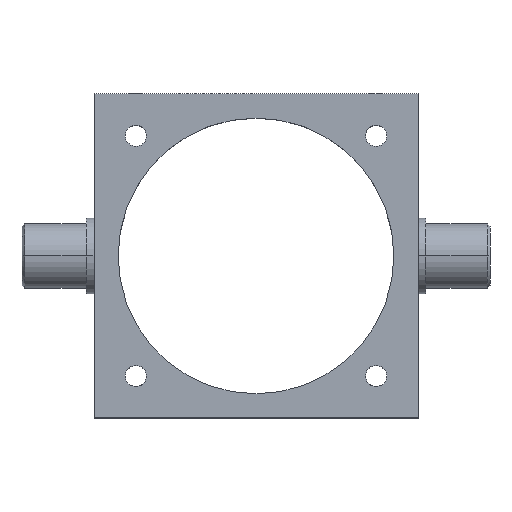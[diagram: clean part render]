
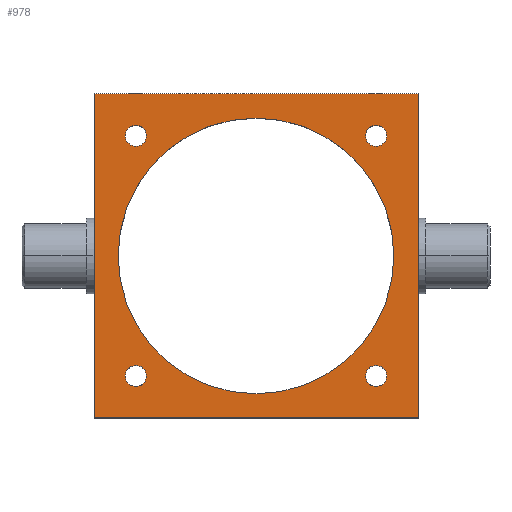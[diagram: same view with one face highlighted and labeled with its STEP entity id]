
A CAD part, top view. The second image highlights one B-rep face of the part: STEP entity #978.
In plain terms, the highlighted planar face has unit normal (0, 0, 1).
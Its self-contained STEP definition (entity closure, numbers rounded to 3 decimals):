
#1 = CARTESIAN_POINT ( 'NONE',  ( -63., 63., 15. ) ) ;
#9 = DIRECTION ( 'NONE',  ( 0., 0., 1. ) ) ;
#17 = CARTESIAN_POINT ( 'NONE',  ( -46.7, 46.7, 15. ) ) ;
#27 = DIRECTION ( 'NONE',  ( 1., 0., 0. ) ) ;
#45 = DIRECTION ( 'NONE',  ( 1., 0., 0. ) ) ;
#55 = CARTESIAN_POINT ( 'NONE',  ( 0., 0., 15. ) ) ;
#60 = DIRECTION ( 'NONE',  ( 0., 0., 1. ) ) ;
#71 = AXIS2_PLACEMENT_3D ( 'NONE', #825, #813, #806 ) ;
#105 = EDGE_CURVE ( 'NONE', #1958, #2028, #1209, .T. ) ;
#107 = EDGE_CURVE ( 'NONE', #1902, #2062, #1219, .T. ) ;
#108 = EDGE_CURVE ( 'NONE', #2081, #1946, #1220, .T. ) ;
#141 = EDGE_CURVE ( 'NONE', #1912, #1922, #1262, .T. ) ;
#159 = EDGE_CURVE ( 'NONE', #2018, #2112, #1278, .T. ) ;
#169 = EDGE_CURVE ( 'NONE', #2062, #1902, #1288, .T. ) ;
#177 = EDGE_CURVE ( 'NONE', #1954, #1936, #1292, .T. ) ;
#184 = EDGE_CURVE ( 'NONE', #2112, #2018, #1307, .T. ) ;
#186 = EDGE_CURVE ( 'NONE', #1843, #1995, #1311, .T. ) ;
#188 = EDGE_CURVE ( 'NONE', #1922, #1912, #1312, .T. ) ;
#189 = EDGE_CURVE ( 'NONE', #1946, #2081, #1313, .T. ) ;
#211 = AXIS2_PLACEMENT_3D ( 'NONE', #955, #972, #950 ) ;
#226 = EDGE_CURVE ( 'NONE', #2028, #1954, #1314, .T. ) ;
#227 = EDGE_CURVE ( 'NONE', #1936, #1958, #1332, .T. ) ;
#235 = AXIS2_PLACEMENT_3D ( 'NONE', #832, #876, #762 ) ;
#236 = EDGE_CURVE ( 'NONE', #1995, #1843, #1340, .T. ) ;
#241 = AXIS2_PLACEMENT_3D ( 'NONE', #553, #557, #632 ) ;
#246 = AXIS2_PLACEMENT_3D ( 'NONE', #1816, #1817, #1686 ) ;
#264 = AXIS2_PLACEMENT_3D ( 'NONE', #55, #60, #45 ) ;
#276 = AXIS2_PLACEMENT_3D ( 'NONE', #960, #967, #952 ) ;
#280 = AXIS2_PLACEMENT_3D ( 'NONE', #1840, #496, #494 ) ;
#294 = AXIS2_PLACEMENT_3D ( 'NONE', #436, #635, #636 ) ;
#321 = AXIS2_PLACEMENT_3D ( 'NONE', #17, #9, #27 ) ;
#328 = AXIS2_PLACEMENT_3D ( 'NONE', #587, #536, #495 ) ;
#364 = CARTESIAN_POINT ( 'NONE',  ( -63., -63., 15. ) ) ;
#436 = CARTESIAN_POINT ( 'NONE',  ( 46.7, -46.7, 15. ) ) ;
#441 = CARTESIAN_POINT ( 'NONE',  ( -50.825, 46.7, 15. ) ) ;
#446 = CARTESIAN_POINT ( 'NONE',  ( -42.575, 46.7, 15. ) ) ;
#458 = CARTESIAN_POINT ( 'NONE',  ( -50.825, -46.7, 15. ) ) ;
#465 = CARTESIAN_POINT ( 'NONE',  ( -53.6, 0., 15. ) ) ;
#479 = CARTESIAN_POINT ( 'NONE',  ( 42.575, 46.7, 15. ) ) ;
#494 = DIRECTION ( 'NONE',  ( 1., 0., 0. ) ) ;
#495 = DIRECTION ( 'NONE',  ( 1., 0., 0. ) ) ;
#496 = DIRECTION ( 'NONE',  ( 0., 0., 1. ) ) ;
#500 = CARTESIAN_POINT ( 'NONE',  ( 63., -63., 15. ) ) ;
#504 = CARTESIAN_POINT ( 'NONE',  ( -63., 63., 15. ) ) ;
#508 = CARTESIAN_POINT ( 'NONE',  ( -42.575, -46.7, 15. ) ) ;
#511 = CARTESIAN_POINT ( 'NONE',  ( -63., -63., 15. ) ) ;
#518 = CARTESIAN_POINT ( 'NONE',  ( 50.825, -46.7, 15. ) ) ;
#520 = CARTESIAN_POINT ( 'NONE',  ( 42.575, -46.7, 15. ) ) ;
#526 = CARTESIAN_POINT ( 'NONE',  ( 53.6, 0., 15. ) ) ;
#533 = CARTESIAN_POINT ( 'NONE',  ( 63., 63., 15. ) ) ;
#536 = DIRECTION ( 'NONE',  ( 0., 0., 1. ) ) ;
#550 = CARTESIAN_POINT ( 'NONE',  ( 50.825, 46.7, 15. ) ) ;
#553 = CARTESIAN_POINT ( 'NONE',  ( -46.7, -46.7, 15. ) ) ;
#557 = DIRECTION ( 'NONE',  ( 0., 0., 1. ) ) ;
#582 = PLANE ( 'NONE',  #235 ) ;
#587 = CARTESIAN_POINT ( 'NONE',  ( 46.7, 46.7, 15. ) ) ;
#632 = DIRECTION ( 'NONE',  ( 1., 0., 0. ) ) ;
#635 = DIRECTION ( 'NONE',  ( 0., 0., 1. ) ) ;
#636 = DIRECTION ( 'NONE',  ( 1., 0., 0. ) ) ;
#762 = DIRECTION ( 'NONE',  ( 1., 0., 0. ) ) ;
#806 = DIRECTION ( 'NONE',  ( 1., 0., 0. ) ) ;
#813 = DIRECTION ( 'NONE',  ( 0., 0., 1. ) ) ;
#814 = CARTESIAN_POINT ( 'NONE',  ( -63., 63., 15. ) ) ;
#819 = DIRECTION ( 'NONE',  ( -1., 0., 0. ) ) ;
#823 = DIRECTION ( 'NONE',  ( 1., 0., 0. ) ) ;
#825 = CARTESIAN_POINT ( 'NONE',  ( 46.7, 46.7, 15. ) ) ;
#832 = CARTESIAN_POINT ( 'NONE',  ( -63., -63., 15. ) ) ;
#876 = DIRECTION ( 'NONE',  ( 0., 0., 1. ) ) ;
#949 = CARTESIAN_POINT ( 'NONE',  ( 63., 63., 15. ) ) ;
#950 = DIRECTION ( 'NONE',  ( 1., 0., 0. ) ) ;
#952 = DIRECTION ( 'NONE',  ( 1., 0., 0. ) ) ;
#955 = CARTESIAN_POINT ( 'NONE',  ( 0., 0., 15. ) ) ;
#960 = CARTESIAN_POINT ( 'NONE',  ( -46.7, -46.7, 15. ) ) ;
#964 = DIRECTION ( 'NONE',  ( 0., 1., 0. ) ) ;
#967 = DIRECTION ( 'NONE',  ( 0., 0., 1. ) ) ;
#972 = DIRECTION ( 'NONE',  ( 0., 0., 1. ) ) ;
#978 = ADVANCED_FACE ( 'NONE', ( #1367, #1365, #1370, #1372, #1368, #1330 ), #582, .T. ) ;
#1126 = EDGE_LOOP ( 'NONE', ( #2155, #2250 ) ) ;
#1141 = EDGE_LOOP ( 'NONE', ( #2177, #2132 ) ) ;
#1147 = EDGE_LOOP ( 'NONE', ( #2185, #2121 ) ) ;
#1158 = EDGE_LOOP ( 'NONE', ( #2266, #2257, #2212, #2258 ) ) ;
#1179 = EDGE_LOOP ( 'NONE', ( #2160, #2199 ) ) ;
#1180 = EDGE_LOOP ( 'NONE', ( #2124, #2136 ) ) ;
#1202 = VECTOR ( 'NONE', #964, 1000. ) ;
#1209 = LINE ( 'NONE', #949, #1202 ) ;
#1219 = CIRCLE ( 'NONE', #211, 53.6 ) ;
#1220 = CIRCLE ( 'NONE', #276, 4.125 ) ;
#1262 = CIRCLE ( 'NONE', #246, 4.125 ) ;
#1278 = CIRCLE ( 'NONE', #321, 4.125 ) ;
#1288 = CIRCLE ( 'NONE', #264, 53.6 ) ;
#1292 = LINE ( 'NONE', #1, #1295 ) ;
#1295 = VECTOR ( 'NONE', #1841, 1000. ) ;
#1307 = CIRCLE ( 'NONE', #280, 4.125 ) ;
#1311 = CIRCLE ( 'NONE', #328, 4.125 ) ;
#1312 = CIRCLE ( 'NONE', #294, 4.125 ) ;
#1313 = CIRCLE ( 'NONE', #241, 4.125 ) ;
#1314 = LINE ( 'NONE', #814, #1323 ) ;
#1323 = VECTOR ( 'NONE', #819, 1000. ) ;
#1330 = FACE_BOUND ( 'NONE', #1147, .T. ) ;
#1332 = LINE ( 'NONE', #364, #1333 ) ;
#1333 = VECTOR ( 'NONE', #823, 1000. ) ;
#1340 = CIRCLE ( 'NONE', #71, 4.125 ) ;
#1365 = FACE_BOUND ( 'NONE', #1141, .T. ) ;
#1367 = FACE_BOUND ( 'NONE', #1126, .T. ) ;
#1368 = FACE_OUTER_BOUND ( 'NONE', #1158, .T. ) ;
#1370 = FACE_BOUND ( 'NONE', #1179, .T. ) ;
#1372 = FACE_BOUND ( 'NONE', #1180, .T. ) ;
#1686 = DIRECTION ( 'NONE',  ( 1., 0., 0. ) ) ;
#1816 = CARTESIAN_POINT ( 'NONE',  ( 46.7, -46.7, 15. ) ) ;
#1817 = DIRECTION ( 'NONE',  ( 0., 0., 1. ) ) ;
#1840 = CARTESIAN_POINT ( 'NONE',  ( -46.7, 46.7, 15. ) ) ;
#1841 = DIRECTION ( 'NONE',  ( 0., -1., 0. ) ) ;
#1843 = VERTEX_POINT ( 'NONE', #550 ) ;
#1902 = VERTEX_POINT ( 'NONE', #526 ) ;
#1912 = VERTEX_POINT ( 'NONE', #520 ) ;
#1922 = VERTEX_POINT ( 'NONE', #518 ) ;
#1936 = VERTEX_POINT ( 'NONE', #511 ) ;
#1946 = VERTEX_POINT ( 'NONE', #508 ) ;
#1954 = VERTEX_POINT ( 'NONE', #504 ) ;
#1958 = VERTEX_POINT ( 'NONE', #500 ) ;
#1995 = VERTEX_POINT ( 'NONE', #479 ) ;
#2018 = VERTEX_POINT ( 'NONE', #441 ) ;
#2028 = VERTEX_POINT ( 'NONE', #533 ) ;
#2062 = VERTEX_POINT ( 'NONE', #465 ) ;
#2081 = VERTEX_POINT ( 'NONE', #458 ) ;
#2112 = VERTEX_POINT ( 'NONE', #446 ) ;
#2121 = ORIENTED_EDGE ( 'NONE', *, *, #107, .F. ) ;
#2124 = ORIENTED_EDGE ( 'NONE', *, *, #184, .F. ) ;
#2132 = ORIENTED_EDGE ( 'NONE', *, *, #141, .F. ) ;
#2136 = ORIENTED_EDGE ( 'NONE', *, *, #159, .F. ) ;
#2155 = ORIENTED_EDGE ( 'NONE', *, *, #189, .F. ) ;
#2160 = ORIENTED_EDGE ( 'NONE', *, *, #186, .F. ) ;
#2177 = ORIENTED_EDGE ( 'NONE', *, *, #188, .F. ) ;
#2185 = ORIENTED_EDGE ( 'NONE', *, *, #169, .F. ) ;
#2199 = ORIENTED_EDGE ( 'NONE', *, *, #236, .F. ) ;
#2212 = ORIENTED_EDGE ( 'NONE', *, *, #105, .T. ) ;
#2250 = ORIENTED_EDGE ( 'NONE', *, *, #108, .F. ) ;
#2257 = ORIENTED_EDGE ( 'NONE', *, *, #227, .T. ) ;
#2258 = ORIENTED_EDGE ( 'NONE', *, *, #226, .T. ) ;
#2266 = ORIENTED_EDGE ( 'NONE', *, *, #177, .T. ) ;
